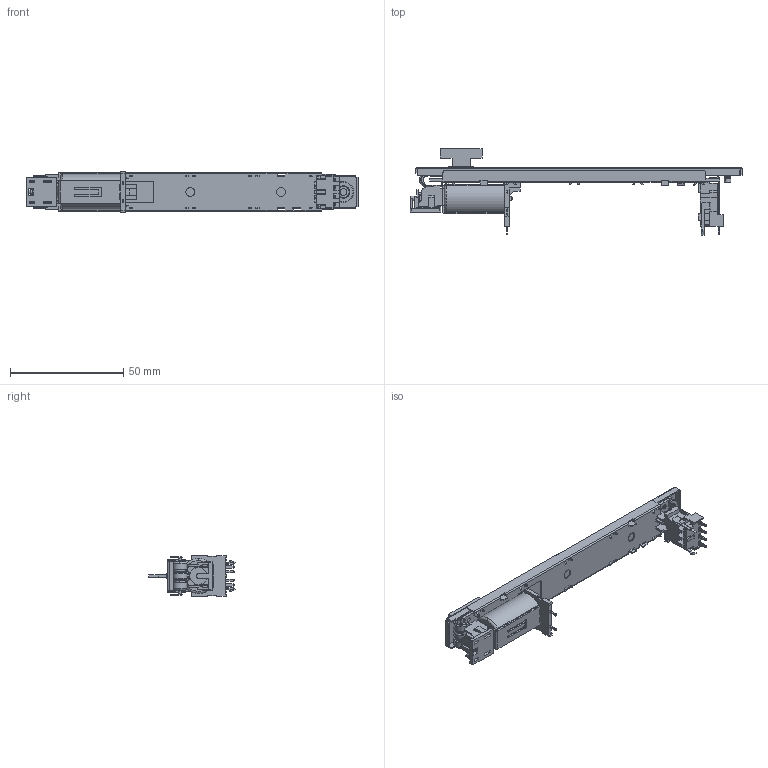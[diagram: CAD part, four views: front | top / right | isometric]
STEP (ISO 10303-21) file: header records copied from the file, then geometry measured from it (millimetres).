
FILE_DESCRIPTION(('FreeCAD Model'),'2;1');
FILE_NAME( 'RSA0N11M9A0J.step' ,'2017-11-09T14:20:51',('kicad StepUp'),('ksu MCAD'), 'Open CASCADE STEP processor 6.8','FreeCAD','Unknown');
FILE_SCHEMA(('AUTOMOTIVE_DESIGN_CC2 { 1 2 10303 214 -1 1 5 4 }'));
Length unit declared in the file: millimetre
Products named in the file (1): RSA0N11M9A0J
Bounding box: 146.56 x 38 x 18 mm (x, y, z)
Volume: 20301.5 mm3; surface area: 16933.1 mm2
Topology: 1 solids, 1 shells, 1795 faces, 5045 edges, 3231 vertices
Faces by surface type: plane 1189, cylinder 472, torus 77, bspline 28, cone 20, revolution 5, sphere 4
Entity records: 70559 total; most frequent: CARTESIAN_POINT 11084, ORIENTED_EDGE 10052, DIRECTION 9532, EDGE_CURVE 5026, LINE 3783, VECTOR 3783, VERTEX_POINT 3231, AXIS2_PLACEMENT_3D 2872
